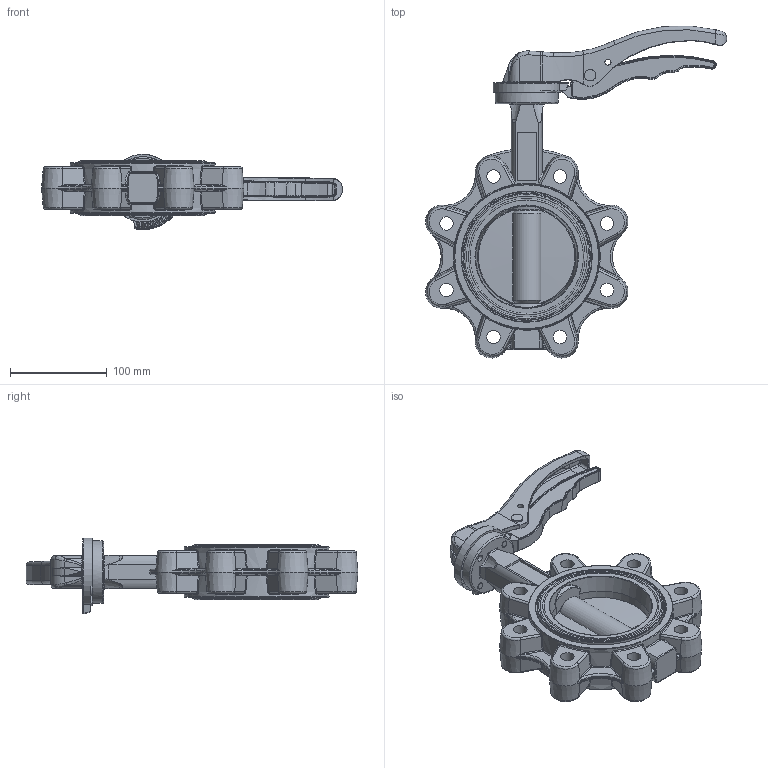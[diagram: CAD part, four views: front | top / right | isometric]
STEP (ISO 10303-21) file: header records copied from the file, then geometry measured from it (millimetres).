
FILE_DESCRIPTION (( 'STEP AP203' ), '1' );
FILE_NAME ('A9.100100L16.STEP', '2012-12-17T12:34:04', ( 'luca.saino' ), ( 'Hewlett-Packard Company' ), 'SwSTEP 2.0', 'SolidWorks 2012', '' );
FILE_SCHEMA (( 'CONFIG_CONTROL_DESIGN' ));
Length unit declared in the file: millimetre
Products named in the file (1): A9.100100L16
Bounding box: 311.51 x 343.55 x 77.87 mm (x, y, z)
Volume: 1253165.4 mm3; surface area: 209996 mm2
Topology: 1 solids, 3 shells, 1631 faces, 4113 edges, 2513 vertices
Faces by surface type: plane 488, cylinder 395, bspline 376, torus 236, cone 95, sphere 41
Full cylindrical faces by diameter (mm): 4 x2, 5 x1, 6.3 x2, 7 x4, 8 x3, 10.2 x4, 11 x1, 12 x1, 13 x2, 14 x8, 15 x2, 65 x1, 70 x1, 132 x2, 134.8 x2, 150 x2
Entity records: 61544 total; most frequent: CARTESIAN_POINT 25825, ORIENTED_EDGE 7936, DIRECTION 6787, EDGE_CURVE 3968, AXIS2_PLACEMENT_3D 2656, VERTEX_POINT 2476, EDGE_LOOP 1804, FACE_OUTER_BOUND 1686
